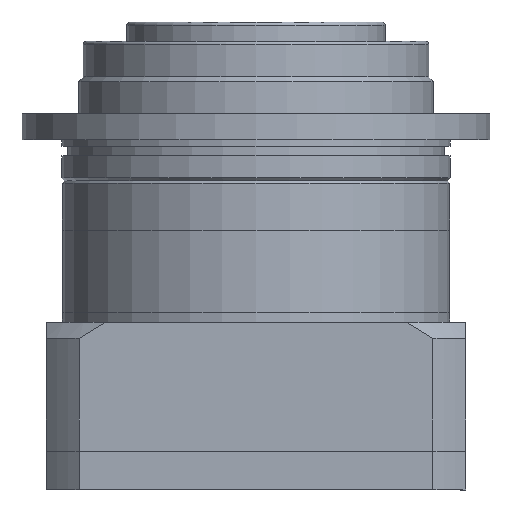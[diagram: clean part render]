
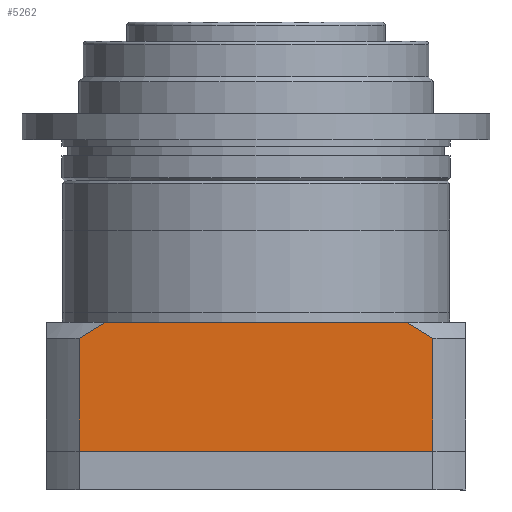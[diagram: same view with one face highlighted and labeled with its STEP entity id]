
A CAD part, front view. The second image highlights one B-rep face of the part: STEP entity #5262.
In plain terms, the highlighted planar face has unit normal (0, -1, 0).
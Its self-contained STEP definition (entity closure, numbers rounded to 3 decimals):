
#100 = CARTESIAN_POINT ( 'NONE',  ( 49.388, -65., -1.603 ) ) ;
#439 = LINE ( 'NONE', #7409, #5879 ) ;
#473 = CARTESIAN_POINT ( 'NONE',  ( 54.772, -65., -40. ) ) ;
#585 = EDGE_CURVE ( 'NONE', #1715, #1465, #5036, .T. ) ;
#941 = VERTEX_POINT ( 'NONE', #1791 ) ;
#1013 = CARTESIAN_POINT ( 'NONE',  ( 54.772, -65., -5. ) ) ;
#1130 = DIRECTION ( 'NONE',  ( 0., 0., 1. ) ) ;
#1220 = PLANE ( 'NONE',  #3226 ) ;
#1302 = CARTESIAN_POINT ( 'NONE',  ( 46.637, -65., 0. ) ) ;
#1465 = VERTEX_POINT ( 'NONE', #1302 ) ;
#1535 = LINE ( 'NONE', #5997, #5295 ) ;
#1701 = CARTESIAN_POINT ( 'NONE',  ( 54.772, -65., -5. ) ) ;
#1715 = VERTEX_POINT ( 'NONE', #1701 ) ;
#1791 = CARTESIAN_POINT ( 'NONE',  ( 54.772, -65., -40. ) ) ;
#1819 = VERTEX_POINT ( 'NONE', #8318 ) ;
#1939 = CARTESIAN_POINT ( 'NONE',  ( 46.637, -65., 0. ) ) ;
#2047 = ORIENTED_EDGE ( 'NONE', *, *, #3195, .F. ) ;
#2135 = EDGE_CURVE ( 'NONE', #1465, #7160, #3059, .T. ) ;
#2730 = ORIENTED_EDGE ( 'NONE', *, *, #4987, .T. ) ;
#2870 = ORIENTED_EDGE ( 'NONE', *, *, #8021, .F. ) ;
#2911 = EDGE_CURVE ( 'NONE', #7160, #1819, #3829, .T. ) ;
#3059 = LINE ( 'NONE', #7869, #4777 ) ;
#3195 = EDGE_CURVE ( 'NONE', #941, #3541, #1535, .T. ) ;
#3218 = CARTESIAN_POINT ( 'NONE',  ( -49.388, -65., -1.603 ) ) ;
#3226 = AXIS2_PLACEMENT_3D ( 'NONE', #6202, #3322, #8353 ) ;
#3322 = DIRECTION ( 'NONE',  ( 0., 1., 0. ) ) ;
#3345 = VECTOR ( 'NONE', #1130, 1000. ) ;
#3429 = CARTESIAN_POINT ( 'NONE',  ( -54.772, -65., -40. ) ) ;
#3541 = VERTEX_POINT ( 'NONE', #3429 ) ;
#3829 = B_SPLINE_CURVE_WITH_KNOTS ( 'NONE', 3,
 ( #3879, #3218, #6765, #6791 ),
 .UNSPECIFIED., .F., .F.,
 ( 4, 4 ),
 ( 0., 0.01 ),
 .UNSPECIFIED. ) ;
#3879 = CARTESIAN_POINT ( 'NONE',  ( -46.637, -65., 0. ) ) ;
#4557 = DIRECTION ( 'NONE',  ( 0., 0., 1. ) ) ;
#4777 = VECTOR ( 'NONE', #7955, 1000. ) ;
#4842 = ORIENTED_EDGE ( 'NONE', *, *, #2135, .T. ) ;
#4987 = EDGE_CURVE ( 'NONE', #941, #1715, #8817, .T. ) ;
#5036 = B_SPLINE_CURVE_WITH_KNOTS ( 'NONE', 3,
 ( #1013, #6766, #100, #1939 ),
 .UNSPECIFIED., .F., .F.,
 ( 4, 4 ),
 ( 0., 0.01 ),
 .UNSPECIFIED. ) ;
#5262 = ADVANCED_FACE ( 'NONE', ( #8512 ), #1220, .F. ) ;
#5295 = VECTOR ( 'NONE', #5932, 1000. ) ;
#5879 = VECTOR ( 'NONE', #4557, 1000. ) ;
#5932 = DIRECTION ( 'NONE',  ( -1., 0., 0. ) ) ;
#5997 = CARTESIAN_POINT ( 'NONE',  ( 54.772, -65., -40. ) ) ;
#6202 = CARTESIAN_POINT ( 'NONE',  ( 54.772, -65., -40. ) ) ;
#6302 = ORIENTED_EDGE ( 'NONE', *, *, #585, .T. ) ;
#6765 = CARTESIAN_POINT ( 'NONE',  ( -52.096, -65., -3.275 ) ) ;
#6766 = CARTESIAN_POINT ( 'NONE',  ( 52.096, -65., -3.275 ) ) ;
#6791 = CARTESIAN_POINT ( 'NONE',  ( -54.772, -65., -5. ) ) ;
#7160 = VERTEX_POINT ( 'NONE', #8601 ) ;
#7273 = EDGE_LOOP ( 'NONE', ( #2730, #6302, #4842, #7922, #2870, #2047 ) ) ;
#7409 = CARTESIAN_POINT ( 'NONE',  ( -54.772, -65., -40. ) ) ;
#7869 = CARTESIAN_POINT ( 'NONE',  ( 54.772, -65., 0. ) ) ;
#7922 = ORIENTED_EDGE ( 'NONE', *, *, #2911, .T. ) ;
#7955 = DIRECTION ( 'NONE',  ( -1., 0., 0. ) ) ;
#8021 = EDGE_CURVE ( 'NONE', #3541, #1819, #439, .T. ) ;
#8318 = CARTESIAN_POINT ( 'NONE',  ( -54.772, -65., -5. ) ) ;
#8353 = DIRECTION ( 'NONE',  ( 0., 0., 1. ) ) ;
#8512 = FACE_OUTER_BOUND ( 'NONE', #7273, .T. ) ;
#8601 = CARTESIAN_POINT ( 'NONE',  ( -46.637, -65., 0. ) ) ;
#8817 = LINE ( 'NONE', #473, #3345 ) ;
